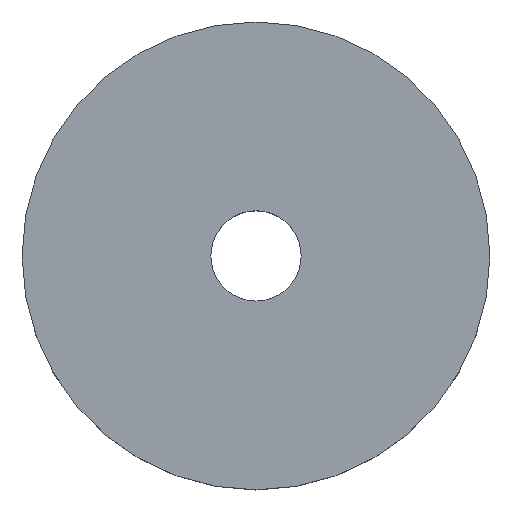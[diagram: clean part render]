
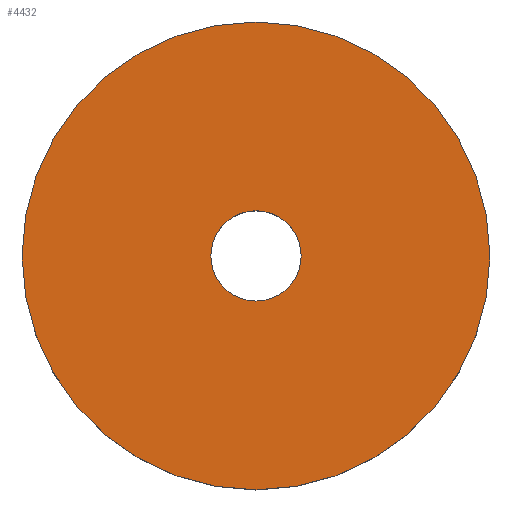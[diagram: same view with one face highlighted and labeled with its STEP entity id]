
A CAD part, top view. The second image highlights one B-rep face of the part: STEP entity #4432.
In plain terms, the highlighted planar face has unit normal (0, 0, 1).
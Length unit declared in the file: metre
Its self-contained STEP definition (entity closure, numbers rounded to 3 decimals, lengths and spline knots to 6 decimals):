
#13=PLANE('',#5141);
#1619=ORIENTED_EDGE('',*,*,#2545,.F.);
#1620=ORIENTED_EDGE('',*,*,#2544,.T.);
#2544=EDGE_CURVE('',#3008,#3008,#3472,.T.);
#2545=EDGE_CURVE('',#3009,#3009,#3473,.T.);
#3008=VERTEX_POINT('',#8161);
#3009=VERTEX_POINT('',#8164);
#3472=CIRCLE('',#5140,0.031596);
#3473=CIRCLE('',#5142,0.0061);
#3712=EDGE_LOOP('',(#1619));
#3713=EDGE_LOOP('',(#1620));
#3958=FACE_BOUND('',#3712,.T.);
#3959=FACE_BOUND('',#3713,.T.);
#4432=ADVANCED_FACE('',(#3958,#3959),#13,.T.);
#5140=AXIS2_PLACEMENT_3D('',#8160,#6760,#6761);
#5141=AXIS2_PLACEMENT_3D('',#8162,#6762,#6763);
#5142=AXIS2_PLACEMENT_3D('',#8163,#6764,#6765);
#6760=DIRECTION('',(0.,0.,1.));
#6761=DIRECTION('',(1.,0.,0.));
#6762=DIRECTION('',(0.,0.,1.));
#6763=DIRECTION('',(1.,0.,0.));
#6764=DIRECTION('',(0.,0.,1.));
#6765=DIRECTION('',(1.,0.,0.));
#8160=CARTESIAN_POINT('',(0.,0.,0.0055));
#8161=CARTESIAN_POINT('',(0.031596,0.,0.0055));
#8162=CARTESIAN_POINT('',(0.,0.,0.0055));
#8163=CARTESIAN_POINT('',(0.,0.,0.0055));
#8164=CARTESIAN_POINT('',(0.0061,0.,0.0055));
